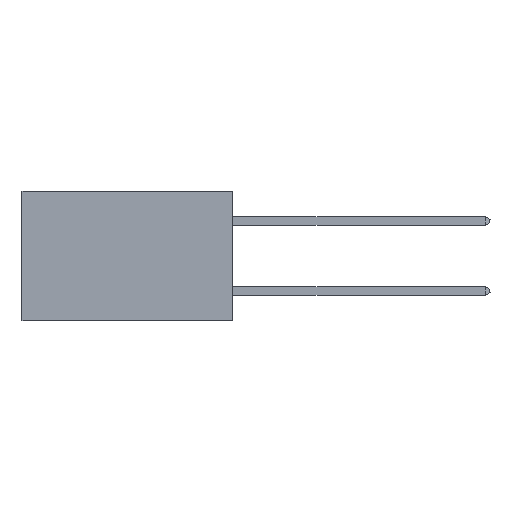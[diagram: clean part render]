
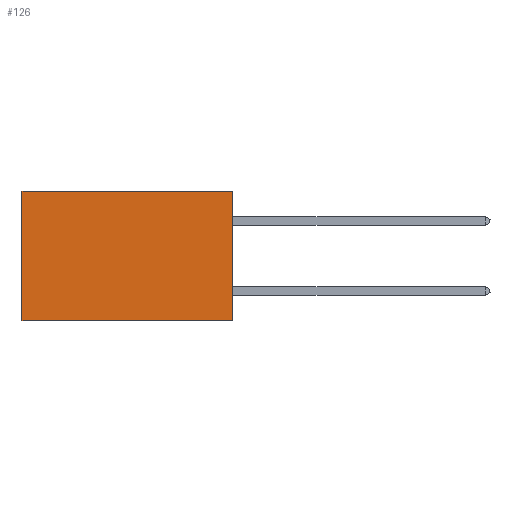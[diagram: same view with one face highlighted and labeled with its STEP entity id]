
A CAD part, left-side view. The second image highlights one B-rep face of the part: STEP entity #126.
In plain terms, the highlighted planar face has unit normal (-1, 0, 0).
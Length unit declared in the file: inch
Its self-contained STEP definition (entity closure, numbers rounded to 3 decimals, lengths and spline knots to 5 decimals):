
#126 = ADVANCED_FACE ( 'NONE', ( #4098 ), #19768, .F. ) ;
#420 = CARTESIAN_POINT ( 'NONE',  ( 0.2875, 0.6, -0.37 ) ) ;
#447 = AXIS2_PLACEMENT_3D ( 'NONE', #3930, #12586, #14804 ) ;
#943 = CARTESIAN_POINT ( 'NONE',  ( 0.2875, 0., -0.37 ) ) ;
#1709 = VECTOR ( 'NONE', #18338, 39.37008 ) ;
#1815 = VECTOR ( 'NONE', #16582, 39.37008 ) ;
#2593 = EDGE_CURVE ( 'NONE', #19089, #5139, #15509, .T. ) ;
#3130 = VERTEX_POINT ( 'NONE', #420 ) ;
#3930 = CARTESIAN_POINT ( 'NONE',  ( 0.2875, 0., 0. ) ) ;
#4043 = CARTESIAN_POINT ( 'NONE',  ( 0.2875, 0., -0.37 ) ) ;
#4098 = FACE_OUTER_BOUND ( 'NONE', #7753, .T. ) ;
#4374 = CARTESIAN_POINT ( 'NONE',  ( 0.2875, 0., 0. ) ) ;
#5139 = VERTEX_POINT ( 'NONE', #943 ) ;
#5506 = ORIENTED_EDGE ( 'NONE', *, *, #6644, .F. ) ;
#6611 = LINE ( 'NONE', #4043, #1815 ) ;
#6644 = EDGE_CURVE ( 'NONE', #5139, #3130, #6611, .T. ) ;
#7753 = EDGE_LOOP ( 'NONE', ( #9710, #5506, #12696, #7777 ) ) ;
#7777 = ORIENTED_EDGE ( 'NONE', *, *, #18848, .T. ) ;
#7837 = VECTOR ( 'NONE', #22440, 39.37008 ) ;
#9710 = ORIENTED_EDGE ( 'NONE', *, *, #10915, .T. ) ;
#9735 = CARTESIAN_POINT ( 'NONE',  ( 0.2875, 0.6, 0. ) ) ;
#10700 = VERTEX_POINT ( 'NONE', #9735 ) ;
#10915 = EDGE_CURVE ( 'NONE', #10700, #3130, #17316, .T. ) ;
#11265 = CARTESIAN_POINT ( 'NONE',  ( 0.2875, 0., 0. ) ) ;
#12586 = DIRECTION ( 'NONE',  ( 1., 0., 0. ) ) ;
#12696 = ORIENTED_EDGE ( 'NONE', *, *, #2593, .F. ) ;
#12851 = VECTOR ( 'NONE', #16908, 39.37008 ) ;
#14804 = DIRECTION ( 'NONE',  ( 0., 0., -1. ) ) ;
#15509 = LINE ( 'NONE', #11265, #1709 ) ;
#16415 = LINE ( 'NONE', #4374, #12851 ) ;
#16582 = DIRECTION ( 'NONE',  ( 0., 1., 0. ) ) ;
#16908 = DIRECTION ( 'NONE',  ( 0., 1., 0. ) ) ;
#17316 = LINE ( 'NONE', #20748, #7837 ) ;
#17506 = CARTESIAN_POINT ( 'NONE',  ( 0.2875, 0., 0. ) ) ;
#18338 = DIRECTION ( 'NONE',  ( 0., 0., -1. ) ) ;
#18848 = EDGE_CURVE ( 'NONE', #19089, #10700, #16415, .T. ) ;
#19089 = VERTEX_POINT ( 'NONE', #17506 ) ;
#19768 = PLANE ( 'NONE',  #447 ) ;
#20748 = CARTESIAN_POINT ( 'NONE',  ( 0.2875, 0.6, 0. ) ) ;
#22440 = DIRECTION ( 'NONE',  ( 0., 0., -1. ) ) ;
